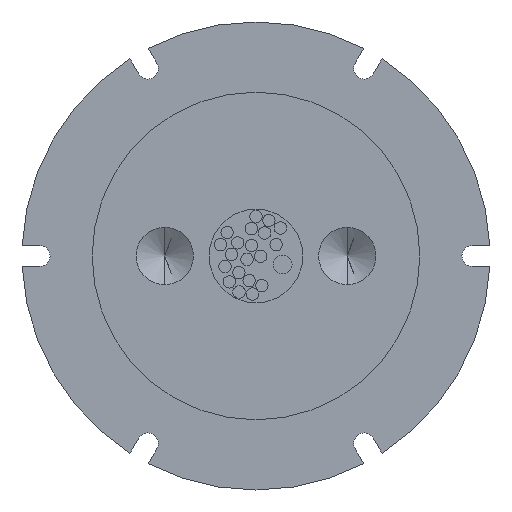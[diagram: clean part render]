
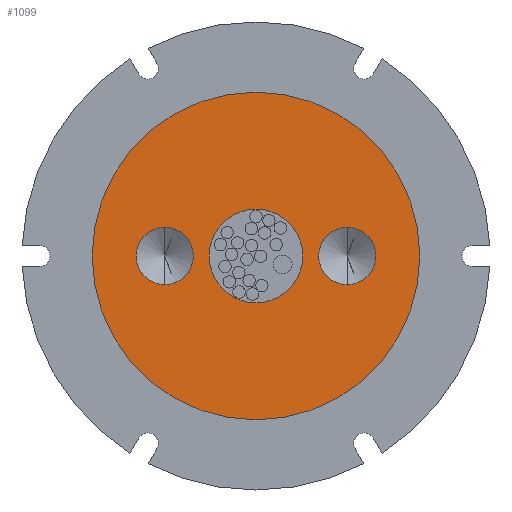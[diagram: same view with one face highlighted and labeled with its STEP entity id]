
A CAD part, left-side view. The second image highlights one B-rep face of the part: STEP entity #1099.
In plain terms, the highlighted planar face has unit normal (-1, 0, 0).
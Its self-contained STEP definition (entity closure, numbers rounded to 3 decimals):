
#67 = EDGE_CURVE ( 'NONE', #3786, #3808, #7636, .T. ) ;
#214 = CARTESIAN_POINT ( 'NONE',  ( 0., 0., 0. ) ) ;
#276 = DIRECTION ( 'NONE',  ( -1., 0., 0. ) ) ;
#568 = CARTESIAN_POINT ( 'NONE',  ( 0., 39., 0. ) ) ;
#602 = ORIENTED_EDGE ( 'NONE', *, *, #1246, .F. ) ;
#785 = CARTESIAN_POINT ( 'NONE',  ( 0., 0., 0. ) ) ;
#829 = DIRECTION ( 'NONE',  ( 0., 1., 0. ) ) ;
#895 = CARTESIAN_POINT ( 'NONE',  ( 0., 0., 0. ) ) ;
#1019 = ORIENTED_EDGE ( 'NONE', *, *, #5080, .F. ) ;
#1099 = ADVANCED_FACE ( 'NONE', ( #4783, #1633, #3086, #1428 ), #1580, .T. ) ;
#1135 = DIRECTION ( 'NONE',  ( -1., 0., 0. ) ) ;
#1184 = DIRECTION ( 'NONE',  ( 0., 0., 1. ) ) ;
#1246 = EDGE_CURVE ( 'NONE', #3808, #3786, #6551, .T. ) ;
#1408 = DIRECTION ( 'NONE',  ( 0., -1., 0. ) ) ;
#1428 = FACE_OUTER_BOUND ( 'NONE', #3267, .T. ) ;
#1441 = ORIENTED_EDGE ( 'NONE', *, *, #2882, .F. ) ;
#1456 = ORIENTED_EDGE ( 'NONE', *, *, #67, .F. ) ;
#1492 = VERTEX_POINT ( 'NONE', #3041 ) ;
#1541 = DIRECTION ( 'NONE',  ( 0., 1., 0. ) ) ;
#1580 = PLANE ( 'NONE',  #5730 ) ;
#1633 = FACE_BOUND ( 'NONE', #3530, .T. ) ;
#1685 = EDGE_CURVE ( 'NONE', #1492, #7152, #6297, .T. ) ;
#2145 = ORIENTED_EDGE ( 'NONE', *, *, #7652, .F. ) ;
#2194 = CARTESIAN_POINT ( 'NONE',  ( 0., 0., 0. ) ) ;
#2780 = CIRCLE ( 'NONE', #4196, 20. ) ;
#2882 = EDGE_CURVE ( 'NONE', #5982, #3427, #5011, .T. ) ;
#2935 = EDGE_CURVE ( 'NONE', #3427, #5982, #3113, .T. ) ;
#3034 = VERTEX_POINT ( 'NONE', #5792 ) ;
#3041 = CARTESIAN_POINT ( 'NONE',  ( 0., -70., 0. ) ) ;
#3086 = FACE_BOUND ( 'NONE', #5261, .T. ) ;
#3096 = CARTESIAN_POINT ( 'NONE',  ( 0., 39., -12.25 ) ) ;
#3113 = CIRCLE ( 'NONE', #6118, 12.25 ) ;
#3130 = DIRECTION ( 'NONE',  ( -1., 0., 0. ) ) ;
#3267 = EDGE_LOOP ( 'NONE', ( #2145, #5836 ) ) ;
#3291 = AXIS2_PLACEMENT_3D ( 'NONE', #895, #5314, #1541 ) ;
#3364 = VERTEX_POINT ( 'NONE', #7414 ) ;
#3427 = VERTEX_POINT ( 'NONE', #3096 ) ;
#3473 = DIRECTION ( 'NONE',  ( 0., -1., 0. ) ) ;
#3530 = EDGE_LOOP ( 'NONE', ( #1456, #602 ) ) ;
#3576 = DIRECTION ( 'NONE',  ( -1., 0., 0. ) ) ;
#3582 = AXIS2_PLACEMENT_3D ( 'NONE', #568, #4983, #1184 ) ;
#3786 = VERTEX_POINT ( 'NONE', #8069 ) ;
#3808 = VERTEX_POINT ( 'NONE', #5597 ) ;
#4040 = CARTESIAN_POINT ( 'NONE',  ( 0., -39., 0. ) ) ;
#4049 = AXIS2_PLACEMENT_3D ( 'NONE', #7323, #3576, #7972 ) ;
#4196 = AXIS2_PLACEMENT_3D ( 'NONE', #785, #5196, #1408 ) ;
#4294 = ORIENTED_EDGE ( 'NONE', *, *, #4964, .F. ) ;
#4353 = CIRCLE ( 'NONE', #3291, 70. ) ;
#4401 = AXIS2_PLACEMENT_3D ( 'NONE', #4040, #276, #4675 ) ;
#4606 = DIRECTION ( 'NONE',  ( 1., 0., 0. ) ) ;
#4675 = DIRECTION ( 'NONE',  ( 0., 0., 1. ) ) ;
#4783 = FACE_BOUND ( 'NONE', #7308, .T. ) ;
#4923 = CARTESIAN_POINT ( 'NONE',  ( 0., -39., 0. ) ) ;
#4964 = EDGE_CURVE ( 'NONE', #3364, #3034, #2780, .T. ) ;
#4983 = DIRECTION ( 'NONE',  ( -1., 0., 0. ) ) ;
#5011 = CIRCLE ( 'NONE', #3582, 12.25 ) ;
#5080 = EDGE_CURVE ( 'NONE', #3034, #3364, #5542, .T. ) ;
#5196 = DIRECTION ( 'NONE',  ( -1., 0., 0. ) ) ;
#5261 = EDGE_LOOP ( 'NONE', ( #4294, #1019 ) ) ;
#5314 = DIRECTION ( 'NONE',  ( 1., 0., 0. ) ) ;
#5542 = CIRCLE ( 'NONE', #4049, 20. ) ;
#5552 = DIRECTION ( 'NONE',  ( 0., 0., 1. ) ) ;
#5597 = CARTESIAN_POINT ( 'NONE',  ( 0., -39., -12.25 ) ) ;
#5730 = AXIS2_PLACEMENT_3D ( 'NONE', #2194, #7223, #3473 ) ;
#5792 = CARTESIAN_POINT ( 'NONE',  ( 0., 20., 0. ) ) ;
#5836 = ORIENTED_EDGE ( 'NONE', *, *, #1685, .F. ) ;
#5982 = VERTEX_POINT ( 'NONE', #7434 ) ;
#5994 = AXIS2_PLACEMENT_3D ( 'NONE', #4923, #1135, #5552 ) ;
#6118 = AXIS2_PLACEMENT_3D ( 'NONE', #6901, #3130, #7521 ) ;
#6297 = CIRCLE ( 'NONE', #7332, 70. ) ;
#6403 = ORIENTED_EDGE ( 'NONE', *, *, #2935, .F. ) ;
#6551 = CIRCLE ( 'NONE', #5994, 12.25 ) ;
#6901 = CARTESIAN_POINT ( 'NONE',  ( 0., 39., 0. ) ) ;
#6932 = CARTESIAN_POINT ( 'NONE',  ( 0., 70., 0. ) ) ;
#7152 = VERTEX_POINT ( 'NONE', #6932 ) ;
#7223 = DIRECTION ( 'NONE',  ( -1., 0., 0. ) ) ;
#7308 = EDGE_LOOP ( 'NONE', ( #1441, #6403 ) ) ;
#7323 = CARTESIAN_POINT ( 'NONE',  ( 0., 0., 0. ) ) ;
#7332 = AXIS2_PLACEMENT_3D ( 'NONE', #214, #4606, #829 ) ;
#7414 = CARTESIAN_POINT ( 'NONE',  ( 0., -20., 0. ) ) ;
#7434 = CARTESIAN_POINT ( 'NONE',  ( 0., 39., 12.25 ) ) ;
#7521 = DIRECTION ( 'NONE',  ( 0., 0., 1. ) ) ;
#7636 = CIRCLE ( 'NONE', #4401, 12.25 ) ;
#7652 = EDGE_CURVE ( 'NONE', #7152, #1492, #4353, .T. ) ;
#7972 = DIRECTION ( 'NONE',  ( 0., -1., 0. ) ) ;
#8069 = CARTESIAN_POINT ( 'NONE',  ( 0., -39., 12.25 ) ) ;
